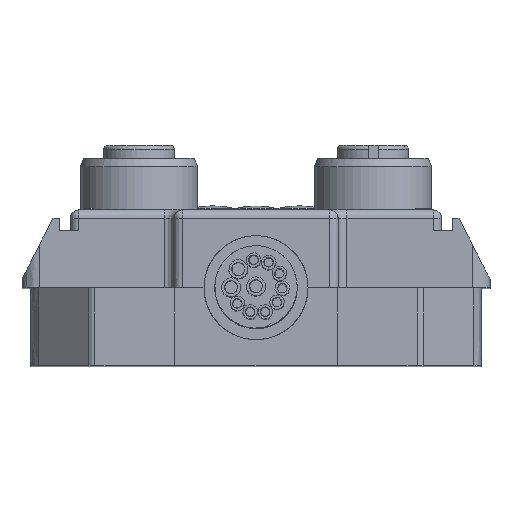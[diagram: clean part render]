
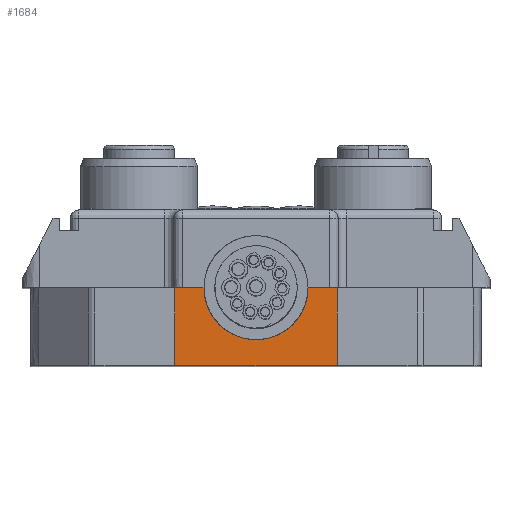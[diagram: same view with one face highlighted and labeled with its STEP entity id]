
A CAD part, top view. The second image highlights one B-rep face of the part: STEP entity #1684.
In plain terms, the highlighted free-form (B-spline) face has degree [1, 1] with [2, 2] control points.
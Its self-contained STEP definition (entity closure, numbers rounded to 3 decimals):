
#1579=CARTESIAN_POINT('',(6.,9.,-25.05));
#1580=VERTEX_POINT('',#1579);
#1586=CARTESIAN_POINT('',(8.812,9.,-25.05));
#1587=VERTEX_POINT('',#1586);
#1588=CARTESIAN_POINT('',(6.,9.,-25.05));
#1589=CARTESIAN_POINT('',(8.812,9.,-25.05));
#1590=B_SPLINE_CURVE_WITH_KNOTS('',1,(#1588,#1589),.POLYLINE_FORM.,.F.,.U.,(2,2),(0.,1.),.UNSPECIFIED.);
#1591=EDGE_CURVE('',#1580,#1587,#1590,.T.);
#1609=CARTESIAN_POINT('',(-6.,9.,-25.05));
#1610=VERTEX_POINT('',#1609);
#1617=CARTESIAN_POINT('',(-8.812,9.,-25.05));
#1618=VERTEX_POINT('',#1617);
#1626=CARTESIAN_POINT('',(-8.812,9.,-25.05));
#1627=CARTESIAN_POINT('',(-6.,9.,-25.05));
#1628=B_SPLINE_CURVE_WITH_KNOTS('',1,(#1626,#1627),.POLYLINE_FORM.,.F.,.U.,(2,2),(0.,1.),.UNSPECIFIED.);
#1629=EDGE_CURVE('',#1618,#1610,#1628,.T.);
#1634=CARTESIAN_POINT('',(25.343,34.343,-25.05));
#1635=CARTESIAN_POINT('',(25.343,-16.343,-25.05));
#1636=CARTESIAN_POINT('',(-25.343,34.343,-25.05));
#1637=CARTESIAN_POINT('',(-25.343,-16.343,-25.05));
#1638=B_SPLINE_SURFACE_WITH_KNOTS('',1,1,((#1634,#1635),(#1636,#1637)),.PLANE_SURF.,.F.,.F.,.U.,(2,2),(2,2),(0.,1.),(0.,1.),.UNSPECIFIED.);
#1639=CARTESIAN_POINT('',(6.,9.,-25.05));
#1640=CARTESIAN_POINT('',(6.,3.,-25.05));
#1641=CARTESIAN_POINT('',(0.,3.,-25.05));
#1642=CARTESIAN_POINT('',(-6.,3.,-25.05));
#1643=CARTESIAN_POINT('',(-6.,9.,-25.05));
#1644=(BOUNDED_CURVE()B_SPLINE_CURVE(2,(#1639,#1640,#1641,#1642,#1643),.CIRCULAR_ARC.,.F.,.U.)B_SPLINE_CURVE_WITH_KNOTS((3,2,3),(0.,0.5,1.),.UNSPECIFIED.)CURVE()GEOMETRIC_REPRESENTATION_ITEM()RATIONAL_B_SPLINE_CURVE((1.,0.707,1.,0.707,1.))REPRESENTATION_ITEM(''));
#1645=EDGE_CURVE('',#1580,#1610,#1644,.T.);
#1646=ORIENTED_EDGE('',*,*,#1645,.T.);
#1647=ORIENTED_EDGE('',*,*,#1629,.F.);
#1648=CARTESIAN_POINT('',(-9.4,9.,-25.05));
#1649=VERTEX_POINT('',#1648);
#1650=CARTESIAN_POINT('',(-8.812,9.,-25.05));
#1651=CARTESIAN_POINT('',(-9.4,9.,-25.05));
#1652=B_SPLINE_CURVE_WITH_KNOTS('',1,(#1650,#1651),.POLYLINE_FORM.,.F.,.U.,(2,2),(0.,1.),.UNSPECIFIED.);
#1653=EDGE_CURVE('',#1618,#1649,#1652,.T.);
#1654=ORIENTED_EDGE('',*,*,#1653,.T.);
#1655=CARTESIAN_POINT('',(-9.4,0.,-25.05));
#1656=VERTEX_POINT('',#1655);
#1657=CARTESIAN_POINT('',(-9.4,9.,-25.05));
#1658=CARTESIAN_POINT('',(-9.4,0.,-25.05));
#1659=B_SPLINE_CURVE_WITH_KNOTS('',1,(#1657,#1658),.POLYLINE_FORM.,.F.,.U.,(2,2),(0.,1.),.UNSPECIFIED.);
#1660=EDGE_CURVE('',#1649,#1656,#1659,.T.);
#1661=ORIENTED_EDGE('',*,*,#1660,.T.);
#1662=CARTESIAN_POINT('',(9.4,0.,-25.05));
#1663=VERTEX_POINT('',#1662);
#1664=CARTESIAN_POINT('',(-9.4,0.,-25.05));
#1665=CARTESIAN_POINT('',(9.4,0.,-25.05));
#1666=B_SPLINE_CURVE_WITH_KNOTS('',1,(#1664,#1665),.POLYLINE_FORM.,.F.,.U.,(2,2),(0.,1.),.UNSPECIFIED.);
#1667=EDGE_CURVE('',#1656,#1663,#1666,.T.);
#1668=ORIENTED_EDGE('',*,*,#1667,.T.);
#1669=CARTESIAN_POINT('',(9.4,9.,-25.05));
#1670=VERTEX_POINT('',#1669);
#1671=CARTESIAN_POINT('',(9.4,0.,-25.05));
#1672=CARTESIAN_POINT('',(9.4,9.,-25.05));
#1673=B_SPLINE_CURVE_WITH_KNOTS('',1,(#1671,#1672),.POLYLINE_FORM.,.F.,.U.,(2,2),(0.,1.),.UNSPECIFIED.);
#1674=EDGE_CURVE('',#1663,#1670,#1673,.T.);
#1675=ORIENTED_EDGE('',*,*,#1674,.T.);
#1676=CARTESIAN_POINT('',(9.4,9.,-25.05));
#1677=CARTESIAN_POINT('',(8.812,9.,-25.05));
#1678=B_SPLINE_CURVE_WITH_KNOTS('',1,(#1676,#1677),.POLYLINE_FORM.,.F.,.U.,(2,2),(0.,1.),.UNSPECIFIED.);
#1679=EDGE_CURVE('',#1670,#1587,#1678,.T.);
#1680=ORIENTED_EDGE('',*,*,#1679,.T.);
#1681=ORIENTED_EDGE('',*,*,#1591,.F.);
#1682=EDGE_LOOP('',(#1646,#1647,#1654,#1661,#1668,#1675,#1680,#1681));
#1683=FACE_OUTER_BOUND('',#1682,.T.);
#1684=ADVANCED_FACE('',(#1683),#1638,.T.);
